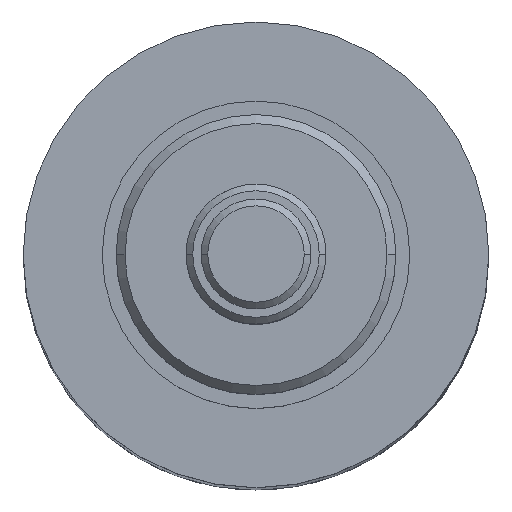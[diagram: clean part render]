
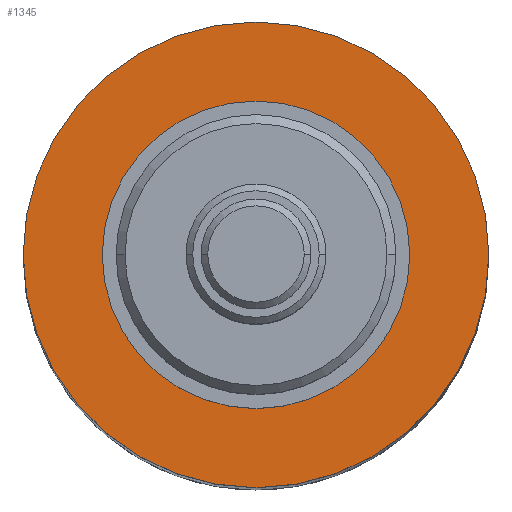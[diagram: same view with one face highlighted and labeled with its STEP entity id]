
A CAD part, top view. The second image highlights one B-rep face of the part: STEP entity #1345.
In plain terms, the highlighted planar face has unit normal (0, 0, 1).
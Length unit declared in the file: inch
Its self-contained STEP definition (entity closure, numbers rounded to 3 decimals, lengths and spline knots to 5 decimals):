
#34 = FACE_OUTER_BOUND ( 'NONE', #1938, .T. ) ;
#63 = CARTESIAN_POINT ( 'NONE',  ( 0., 0., 0.92 ) ) ;
#79 = ORIENTED_EDGE ( 'NONE', *, *, #1907, .T. ) ;
#197 = DIRECTION ( 'NONE',  ( 0., 0., 1. ) ) ;
#216 = EDGE_CURVE ( 'NONE', #576, #1704, #1442, .T. ) ;
#231 = CARTESIAN_POINT ( 'NONE',  ( -0.68675, 0., 0.92 ) ) ;
#234 = DIRECTION ( 'NONE',  ( 1., 0., 0. ) ) ;
#373 = VERTEX_POINT ( 'NONE', #792 ) ;
#393 = DIRECTION ( 'NONE',  ( 0., 0., 1. ) ) ;
#414 = ORIENTED_EDGE ( 'NONE', *, *, #1132, .F. ) ;
#467 = AXIS2_PLACEMENT_3D ( 'NONE', #875, #197, #1370 ) ;
#566 = CARTESIAN_POINT ( 'NONE',  ( -1.04, 0., 0.92 ) ) ;
#576 = VERTEX_POINT ( 'NONE', #566 ) ;
#611 = VERTEX_POINT ( 'NONE', #231 ) ;
#687 = CARTESIAN_POINT ( 'NONE',  ( 0., 0., 0.92 ) ) ;
#792 = CARTESIAN_POINT ( 'NONE',  ( 0.68675, 0., 0.92 ) ) ;
#823 = CARTESIAN_POINT ( 'NONE',  ( 1.04, 0., 0.92 ) ) ;
#862 = DIRECTION ( 'NONE',  ( 1., 0., 0. ) ) ;
#875 = CARTESIAN_POINT ( 'NONE',  ( 0., 0., 0.92 ) ) ;
#923 = DIRECTION ( 'NONE',  ( 0., 0., 1. ) ) ;
#1132 = EDGE_CURVE ( 'NONE', #611, #373, #1244, .T. ) ;
#1153 = ORIENTED_EDGE ( 'NONE', *, *, #216, .T. ) ;
#1162 = AXIS2_PLACEMENT_3D ( 'NONE', #63, #1241, #234 ) ;
#1210 = PLANE ( 'NONE',  #467 ) ;
#1241 = DIRECTION ( 'NONE',  ( 0., 0., 1. ) ) ;
#1244 = CIRCLE ( 'NONE', #1533, 0.68675 ) ;
#1286 = AXIS2_PLACEMENT_3D ( 'NONE', #1396, #393, #1577 ) ;
#1297 = EDGE_CURVE ( 'NONE', #373, #611, #1376, .T. ) ;
#1345 = ADVANCED_FACE ( 'NONE', ( #34, #2183 ), #1210, .T. ) ;
#1361 = EDGE_LOOP ( 'NONE', ( #414, #2035 ) ) ;
#1370 = DIRECTION ( 'NONE',  ( 1., 0., 0. ) ) ;
#1376 = CIRCLE ( 'NONE', #1402, 0.68675 ) ;
#1396 = CARTESIAN_POINT ( 'NONE',  ( 0., 0., 0.92 ) ) ;
#1402 = AXIS2_PLACEMENT_3D ( 'NONE', #687, #1875, #862 ) ;
#1442 = CIRCLE ( 'NONE', #1162, 1.04 ) ;
#1514 = CIRCLE ( 'NONE', #1286, 1.04 ) ;
#1533 = AXIS2_PLACEMENT_3D ( 'NONE', #1936, #923, #2108 ) ;
#1577 = DIRECTION ( 'NONE',  ( 1., 0., 0. ) ) ;
#1704 = VERTEX_POINT ( 'NONE', #823 ) ;
#1875 = DIRECTION ( 'NONE',  ( 0., 0., 1. ) ) ;
#1907 = EDGE_CURVE ( 'NONE', #1704, #576, #1514, .T. ) ;
#1936 = CARTESIAN_POINT ( 'NONE',  ( 0., 0., 0.92 ) ) ;
#1938 = EDGE_LOOP ( 'NONE', ( #1153, #79 ) ) ;
#2035 = ORIENTED_EDGE ( 'NONE', *, *, #1297, .F. ) ;
#2108 = DIRECTION ( 'NONE',  ( 1., 0., 0. ) ) ;
#2183 = FACE_BOUND ( 'NONE', #1361, .T. ) ;
